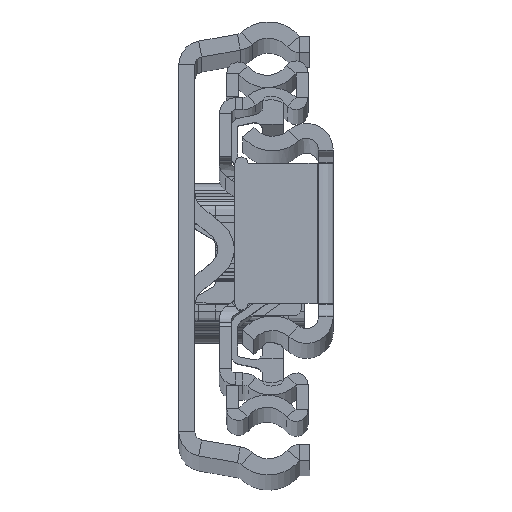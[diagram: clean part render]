
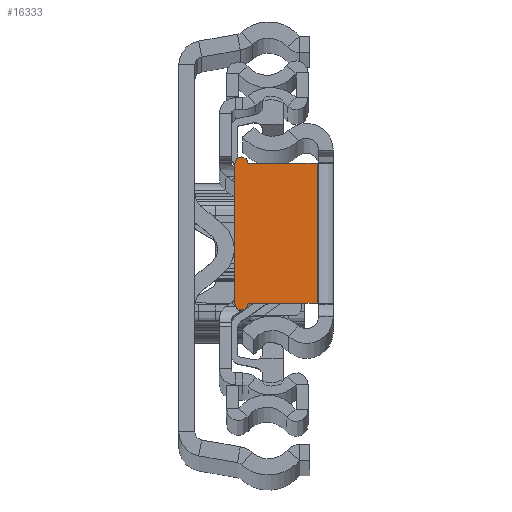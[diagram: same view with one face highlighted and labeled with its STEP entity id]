
A CAD part, top view. The second image highlights one B-rep face of the part: STEP entity #16333.
In plain terms, the highlighted planar face has unit normal (0, 0, 1).
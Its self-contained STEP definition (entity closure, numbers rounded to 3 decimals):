
#1732 = CIRCLE ( 'NONE', #44642, 0.85 ) ;
#2099 = CARTESIAN_POINT ( 'NONE',  ( -10.5, -8.65, 0. ) ) ;
#2491 = PLANE ( 'NONE',  #27390 ) ;
#3029 = FACE_OUTER_BOUND ( 'NONE', #38714, .T. ) ;
#3100 = CARTESIAN_POINT ( 'NONE',  ( -11.35, 8.65, 0. ) ) ;
#3328 = EDGE_CURVE ( 'NONE', #46074, #14304, #5156, .T. ) ;
#4180 = CARTESIAN_POINT ( 'NONE',  ( -1.8, 8.65, 0. ) ) ;
#5156 = LINE ( 'NONE', #48796, #11048 ) ;
#6081 = DIRECTION ( 'NONE',  ( 0., 1., 0. ) ) ;
#6637 = CARTESIAN_POINT ( 'NONE',  ( -2., 8.65, 0. ) ) ;
#9803 = ORIENTED_EDGE ( 'NONE', *, *, #3328, .F. ) ;
#9835 = CARTESIAN_POINT ( 'NONE',  ( -11.35, -8.65, 0. ) ) ;
#10119 = LINE ( 'NONE', #26490, #32020 ) ;
#11048 = VECTOR ( 'NONE', #11695, 1000. ) ;
#11070 = EDGE_CURVE ( 'NONE', #46074, #38244, #33957, .T. ) ;
#11695 = DIRECTION ( 'NONE',  ( -1., 0., 0. ) ) ;
#13861 = VECTOR ( 'NONE', #36977, 1000. ) ;
#14304 = VERTEX_POINT ( 'NONE', #2099 ) ;
#15147 = ORIENTED_EDGE ( 'NONE', *, *, #43548, .T. ) ;
#15258 = AXIS2_PLACEMENT_3D ( 'NONE', #9835, #42635, #16826 ) ;
#15640 = VECTOR ( 'NONE', #29651, 1000. ) ;
#16333 = ADVANCED_FACE ( 'NONE', ( #3029 ), #2491, .T. ) ;
#16526 = DIRECTION ( 'NONE',  ( 1., 0., 0. ) ) ;
#16826 = DIRECTION ( 'NONE',  ( -1., 0., 0. ) ) ;
#17951 = CARTESIAN_POINT ( 'NONE',  ( -12.2, 8.65, 0. ) ) ;
#20454 = CARTESIAN_POINT ( 'NONE',  ( -12.2, -8.65, 0. ) ) ;
#22819 = ORIENTED_EDGE ( 'NONE', *, *, #39265, .F. ) ;
#23821 = CIRCLE ( 'NONE', #15258, 0.85 ) ;
#26490 = CARTESIAN_POINT ( 'NONE',  ( -12.2, 8.65, 0. ) ) ;
#27390 = AXIS2_PLACEMENT_3D ( 'NONE', #35561, #44698, #28257 ) ;
#28257 = DIRECTION ( 'NONE',  ( 1., 0., 0. ) ) ;
#29651 = DIRECTION ( 'NONE',  ( 0., 1., 0. ) ) ;
#30613 = ORIENTED_EDGE ( 'NONE', *, *, #11070, .T. ) ;
#32020 = VECTOR ( 'NONE', #6081, 1000. ) ;
#33957 = LINE ( 'NONE', #46079, #15640 ) ;
#35561 = CARTESIAN_POINT ( 'NONE',  ( 0., 0., 0. ) ) ;
#36950 = CARTESIAN_POINT ( 'NONE',  ( -2., -8.65, 0. ) ) ;
#36977 = DIRECTION ( 'NONE',  ( 1., 0., 0. ) ) ;
#38244 = VERTEX_POINT ( 'NONE', #6637 ) ;
#38714 = EDGE_LOOP ( 'NONE', ( #22819, #15147, #9803, #30613, #40989, #49225 ) ) ;
#39265 = EDGE_CURVE ( 'NONE', #42504, #52221, #10119, .T. ) ;
#40354 = VERTEX_POINT ( 'NONE', #47231 ) ;
#40989 = ORIENTED_EDGE ( 'NONE', *, *, #48214, .F. ) ;
#41000 = DIRECTION ( 'NONE',  ( 0., 0., 1. ) ) ;
#41013 = LINE ( 'NONE', #4180, #13861 ) ;
#42504 = VERTEX_POINT ( 'NONE', #20454 ) ;
#42635 = DIRECTION ( 'NONE',  ( 0., 0., 1. ) ) ;
#43548 = EDGE_CURVE ( 'NONE', #42504, #14304, #23821, .T. ) ;
#44642 = AXIS2_PLACEMENT_3D ( 'NONE', #3100, #41000, #16526 ) ;
#44698 = DIRECTION ( 'NONE',  ( 0., 0., 1. ) ) ;
#46074 = VERTEX_POINT ( 'NONE', #36950 ) ;
#46079 = CARTESIAN_POINT ( 'NONE',  ( -2., 0., 0. ) ) ;
#46960 = EDGE_CURVE ( 'NONE', #40354, #52221, #1732, .T. ) ;
#47231 = CARTESIAN_POINT ( 'NONE',  ( -10.5, 8.65, 0. ) ) ;
#48214 = EDGE_CURVE ( 'NONE', #40354, #38244, #41013, .T. ) ;
#48796 = CARTESIAN_POINT ( 'NONE',  ( -12.2, -8.65, 0. ) ) ;
#49225 = ORIENTED_EDGE ( 'NONE', *, *, #46960, .T. ) ;
#52221 = VERTEX_POINT ( 'NONE', #17951 ) ;
